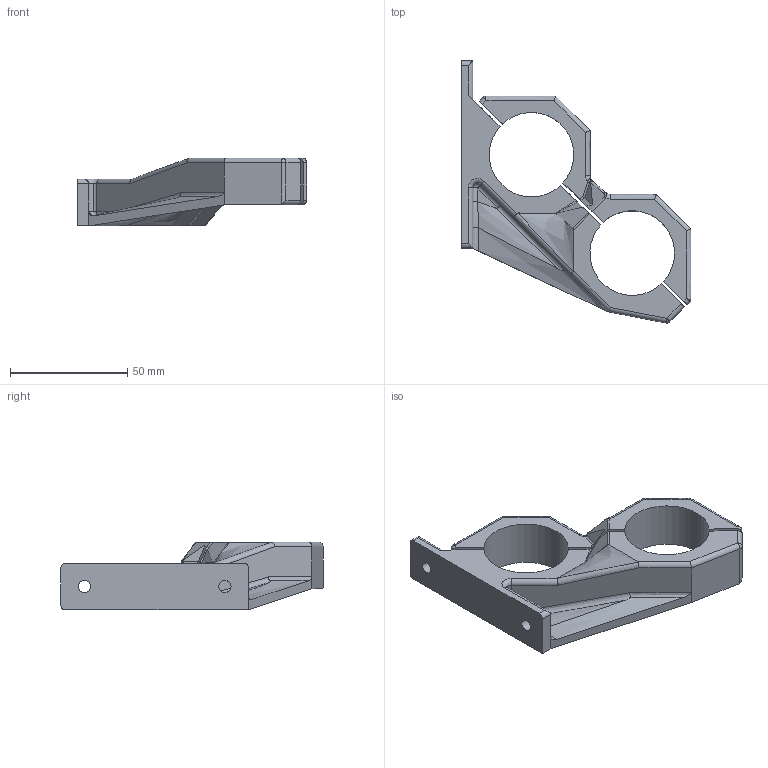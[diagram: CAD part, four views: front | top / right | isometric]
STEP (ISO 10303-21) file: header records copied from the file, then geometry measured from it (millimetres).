
FILE_DESCRIPTION (( 'STEP AP214' ), '1' );
FILE_NAME ('Bondtech_DoubleMount.STEP', '2016-08-30T02:13:03', ( '' ), ( '' ), 'SwSTEP 2.0', 'SolidWorks 2015', '' );
FILE_SCHEMA (( 'AUTOMOTIVE_DESIGN' ));
Length unit declared in the file: millimetre
Products named in the file (1): Bondtech_DoubleMount
Bounding box: 98.1 x 111.88 x 29 mm (x, y, z)
Volume: 65126.9 mm3; surface area: 23712.3 mm2
Topology: 2 solids, 2 shells, 176 faces, 443 edges, 267 vertices
Faces by surface type: cylinder 63, bspline 58, plane 50, torus 3, sphere 2
Entity records: 7843 total; most frequent: CARTESIAN_POINT 4189, ORIENTED_EDGE 860, DIRECTION 592, EDGE_CURVE 430, VERTEX_POINT 266, AXIS2_PLACEMENT_3D 222, EDGE_LOOP 194, ADVANCED_FACE 176
